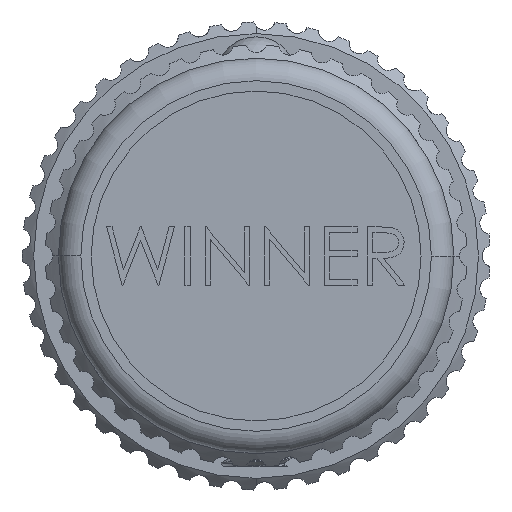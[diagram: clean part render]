
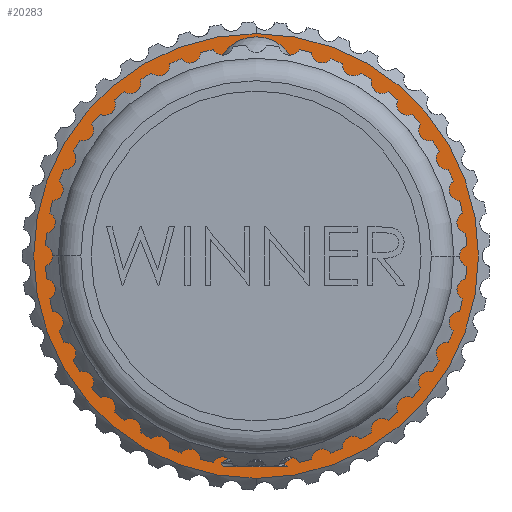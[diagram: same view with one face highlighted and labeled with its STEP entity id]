
A CAD part, left-side view. The second image highlights one B-rep face of the part: STEP entity #20283.
In plain terms, the highlighted planar face has unit normal (-1, 0, 0).
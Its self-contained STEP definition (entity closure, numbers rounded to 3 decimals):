
#61 = DIRECTION ( 'NONE',  ( 0., 0., 1. ) ) ;
#1682 = FACE_OUTER_BOUND ( 'NONE', #29762, .T. ) ;
#2612 = ORIENTED_EDGE ( 'NONE', *, *, #12362, .T. ) ;
#3195 = DIRECTION ( 'NONE',  ( 0., 0., -1. ) ) ;
#3939 = ORIENTED_EDGE ( 'NONE', *, *, #24905, .T. ) ;
#5008 = DIRECTION ( 'NONE',  ( 1., 0., 0. ) ) ;
#7207 = VERTEX_POINT ( 'NONE', #7916 ) ;
#7611 = AXIS2_PLACEMENT_3D ( 'NONE', #8458, #32270, #61 ) ;
#7713 = CARTESIAN_POINT ( 'NONE',  ( -7.76, 0., 0. ) ) ;
#7916 = CARTESIAN_POINT ( 'NONE',  ( -7.76, 0., -7.536 ) ) ;
#8458 = CARTESIAN_POINT ( 'NONE',  ( -7.76, 0., 0. ) ) ;
#8816 = CARTESIAN_POINT ( 'NONE',  ( -7.76, 0., 0. ) ) ;
#8895 = VERTEX_POINT ( 'NONE', #31732 ) ;
#9188 = AXIS2_PLACEMENT_3D ( 'NONE', #12168, #14875, #25281 ) ;
#10581 = DIRECTION ( 'NONE',  ( -1., 0., 0. ) ) ;
#11746 = EDGE_CURVE ( 'NONE', #7207, #14529, #34022, .T. ) ;
#12168 = CARTESIAN_POINT ( 'NONE',  ( -7.76, 0., 0. ) ) ;
#12362 = EDGE_CURVE ( 'NONE', #14529, #7207, #33989, .T. ) ;
#13255 = CARTESIAN_POINT ( 'NONE',  ( -7.76, 0., 0. ) ) ;
#14265 = EDGE_LOOP ( 'NONE', ( #26001, #2612 ) ) ;
#14529 = VERTEX_POINT ( 'NONE', #18827 ) ;
#14875 = DIRECTION ( 'NONE',  ( -1., 0., 0. ) ) ;
#16230 = CIRCLE ( 'NONE', #9188, 15.3 ) ;
#16441 = ORIENTED_EDGE ( 'NONE', *, *, #34018, .T. ) ;
#18827 = CARTESIAN_POINT ( 'NONE',  ( -7.76, 0., 7.536 ) ) ;
#19513 = CIRCLE ( 'NONE', #20259, 15.3 ) ;
#20259 = AXIS2_PLACEMENT_3D ( 'NONE', #13255, #10581, #23888 ) ;
#20283 = ADVANCED_FACE ( 'NONE', ( #34257, #1682 ), #23881, .T. ) ;
#20819 = AXIS2_PLACEMENT_3D ( 'NONE', #8816, #24457, #3195 ) ;
#21096 = VERTEX_POINT ( 'NONE', #28625 ) ;
#21140 = DIRECTION ( 'NONE',  ( 0., 0., 1. ) ) ;
#23881 = PLANE ( 'NONE',  #20819 ) ;
#23888 = DIRECTION ( 'NONE',  ( 0., 0., -1. ) ) ;
#24457 = DIRECTION ( 'NONE',  ( -1., 0., 0. ) ) ;
#24905 = EDGE_CURVE ( 'NONE', #8895, #21096, #19513, .T. ) ;
#25281 = DIRECTION ( 'NONE',  ( 0., 0., -1. ) ) ;
#26001 = ORIENTED_EDGE ( 'NONE', *, *, #11746, .T. ) ;
#28625 = CARTESIAN_POINT ( 'NONE',  ( -7.76, 0., -15.3 ) ) ;
#29762 = EDGE_LOOP ( 'NONE', ( #3939, #16441 ) ) ;
#31464 = AXIS2_PLACEMENT_3D ( 'NONE', #7713, #5008, #21140 ) ;
#31732 = CARTESIAN_POINT ( 'NONE',  ( -7.76, 0., 15.3 ) ) ;
#32270 = DIRECTION ( 'NONE',  ( 1., 0., 0. ) ) ;
#33989 = CIRCLE ( 'NONE', #31464, 7.536 ) ;
#34018 = EDGE_CURVE ( 'NONE', #21096, #8895, #16230, .T. ) ;
#34022 = CIRCLE ( 'NONE', #7611, 7.536 ) ;
#34257 = FACE_BOUND ( 'NONE', #14265, .T. ) ;
